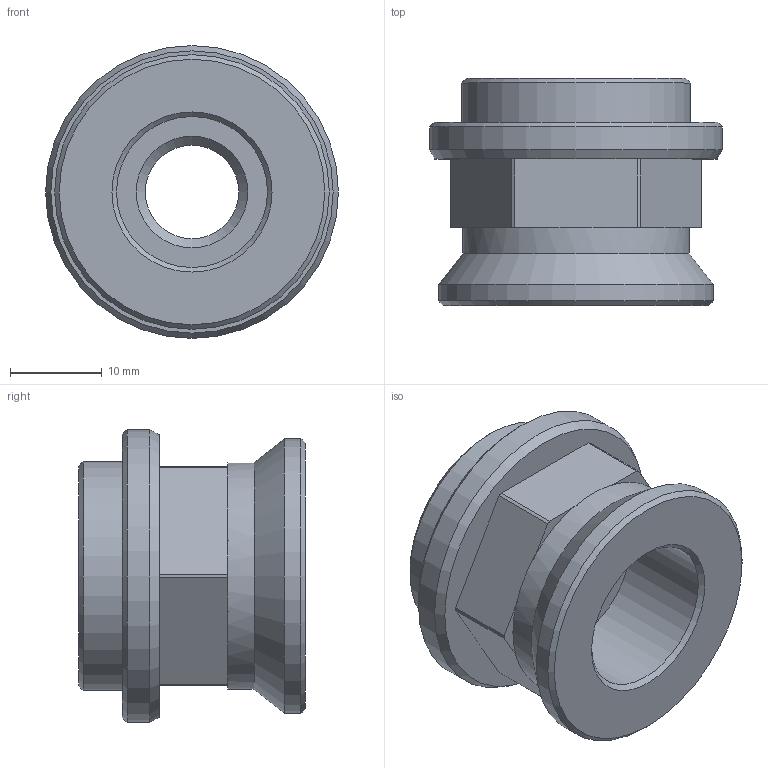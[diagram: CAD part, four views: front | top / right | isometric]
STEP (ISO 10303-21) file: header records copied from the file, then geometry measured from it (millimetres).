
FILE_DESCRIPTION (( 'STEP AP214' ), '1' );
FILE_NAME ('STARK_2000 109_A.STEP', '2018-04-12T11:50:35', ( '' ), ( '' ), 'SwSTEP 2.0', 'SolidWorks 2017', '' );
FILE_SCHEMA (( 'AUTOMOTIVE_DESIGN' ));
Length unit declared in the file: millimetre
Products named in the file (1): STARK_2000 109_A
Bounding box: 32 x 24.8 x 32 mm (x, y, z)
Volume: 10710.5 mm3; surface area: 4735.8 mm2
Topology: 1 solids, 1 shells, 43 faces, 95 edges, 57 vertices
Faces by surface type: plane 17, cylinder 12, cone 8, torus 6
Full cylindrical faces by diameter (mm): 10.2 x1, 16.5 x1, 24.8 x1, 25 x1, 30 x1, 32 x1
Entity records: 1162 total; most frequent: CARTESIAN_POINT 230, DIRECTION 202, ORIENTED_EDGE 156, AXIS2_PLACEMENT_3D 86, EDGE_CURVE 78, EDGE_LOOP 62, VERTEX_POINT 54, FACE_OUTER_BOUND 49
